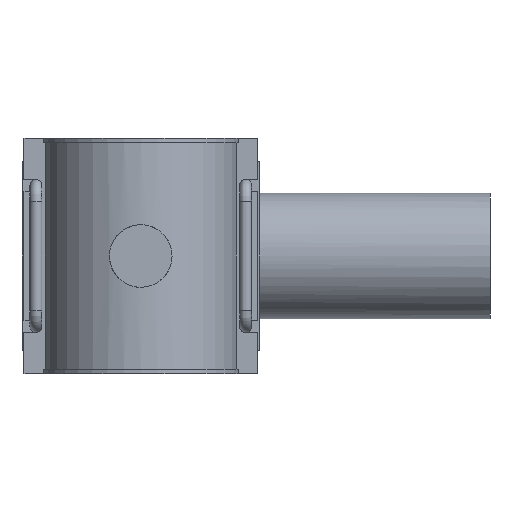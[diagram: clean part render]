
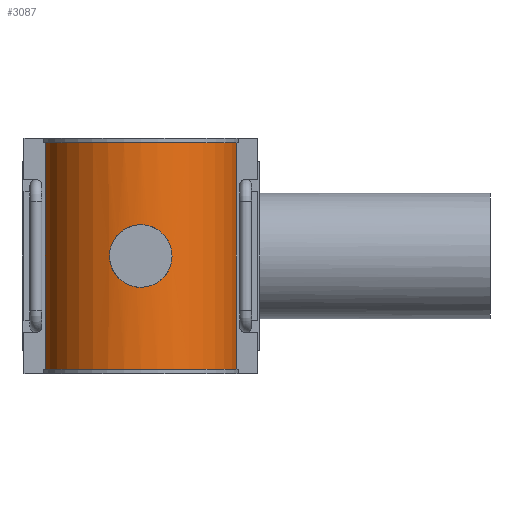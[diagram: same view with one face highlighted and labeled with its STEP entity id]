
A CAD part, front view. The second image highlights one B-rep face of the part: STEP entity #3087.
In plain terms, the highlighted cylindrical face has radius 48.75 mm (diameter 97.5 mm), a partial arc.
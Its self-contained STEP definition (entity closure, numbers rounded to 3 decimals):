
#108=LINE('',#5255,#387);
#143=LINE('',#5525,#422);
#387=VECTOR('',#3768,113.28);
#422=VECTOR('',#3845,113.28);
#620=FACE_BOUND('',#1026,.T.);
#661=B_SPLINE_CURVE_WITH_KNOTS('',3,(#4852,#4853,#4854,#4855,#4856,#4857,
#4858,#4859,#4860,#4861,#4862,#4863,#4864,#4865,#4866,#4867,#4868,#4869,
#4870,#4871,#4872,#4873,#4874,#4875,#4876,#4877,#4878,#4879,#4880,#4881,
#4882,#4883,#4884,#4885,#4886,#4887,#4888,#4889,#4890,#4891,#4892,#4893,
#4894,#4895,#4896,#4897,#4898,#4899,#4900,#4901,#4902,#4903,#4904,#4905,
#4906,#4907,#4908,#4909),.UNSPECIFIED.,.T.,.F.,(4,2,2,2,2,2,2,2,2,2,2,2,
2,2,2,2,2,2,2,2,2,2,2,2,2,2,2,2,4),(0.,0.298,0.595,
1.191,1.488,1.786,2.083,2.381,
2.679,2.976,3.274,3.571,4.167,
4.464,4.762,5.06,5.357,5.953,
6.25,6.548,6.845,7.143,7.44,
7.738,8.036,8.333,8.929,9.226,
9.524),.UNSPECIFIED.);
#727=CYLINDRICAL_SURFACE('',#3330,48.75);
#818=FACE_OUTER_BOUND('',#1025,.T.);
#1025=EDGE_LOOP('',(#2320,#2321,#2322,#2323));
#1026=EDGE_LOOP('',(#2324));
#1224=CIRCLE('',#3306,48.75);
#1232=CIRCLE('',#3320,48.75);
#1355=VERTEX_POINT('',#4851);
#1370=VERTEX_POINT('',#5240);
#1371=VERTEX_POINT('',#5242);
#1375=VERTEX_POINT('',#5254);
#1396=VERTEX_POINT('',#5325);
#1682=EDGE_CURVE('',#1355,#1355,#661,.T.);
#1701=EDGE_CURVE('',#1370,#1371,#1224,.T.);
#1706=EDGE_CURVE('',#1370,#1375,#108,.T.);
#1730=EDGE_CURVE('',#1396,#1375,#1232,.T.);
#1765=EDGE_CURVE('',#1371,#1396,#143,.T.);
#2320=ORIENTED_EDGE('',*,*,#1701,.T.);
#2321=ORIENTED_EDGE('',*,*,#1765,.T.);
#2322=ORIENTED_EDGE('',*,*,#1730,.T.);
#2323=ORIENTED_EDGE('',*,*,#1706,.F.);
#2324=ORIENTED_EDGE('',*,*,#1682,.T.);
#3087=ADVANCED_FACE('',(#818,#620),#727,.T.);
#3306=AXIS2_PLACEMENT_3D('',#5244,#3758,#3759);
#3320=AXIS2_PLACEMENT_3D('',#5326,#3805,#3806);
#3330=AXIS2_PLACEMENT_3D('',#5526,#3846,#3847);
#3758=DIRECTION('center_axis',(0.,0.,1.));
#3759=DIRECTION('ref_axis',(1.,0.,0.));
#3768=DIRECTION('',(0.,0.,1.));
#3805=DIRECTION('center_axis',(0.,0.,-1.));
#3806=DIRECTION('ref_axis',(1.,0.,0.));
#3845=DIRECTION('',(0.,0.,1.));
#3846=DIRECTION('center_axis',(0.,0.,1.));
#3847=DIRECTION('ref_axis',(1.,0.,0.));
#4851=CARTESIAN_POINT('',(15.68,-46.16,0.));
#4852=CARTESIAN_POINT('Ctrl Pts',(15.68,-46.16,0.));
#4853=CARTESIAN_POINT('Ctrl Pts',(15.68,-46.16,-0.992));
#4854=CARTESIAN_POINT('Ctrl Pts',(15.584,-46.192,-2.016));
#4855=CARTESIAN_POINT('Ctrl Pts',(15.184,-46.326,-4.048));
#4856=CARTESIAN_POINT('Ctrl Pts',(14.879,-46.426,-5.055));
#4857=CARTESIAN_POINT('Ctrl Pts',(13.676,-46.8,-7.949));
#4858=CARTESIAN_POINT('Ctrl Pts',(12.472,-47.149,-9.703));
#4859=CARTESIAN_POINT('Ctrl Pts',(10.395,-47.634,-11.779));
#4860=CARTESIAN_POINT('Ctrl Pts',(9.613,-47.801,-12.43));
#4861=CARTESIAN_POINT('Ctrl Pts',(7.908,-48.112,-13.579));
#4862=CARTESIAN_POINT('Ctrl Pts',(6.985,-48.257,-14.077));
#4863=CARTESIAN_POINT('Ctrl Pts',(5.055,-48.497,-14.88));
#4864=CARTESIAN_POINT('Ctrl Pts',(4.047,-48.592,-15.184));
#4865=CARTESIAN_POINT('Ctrl Pts',(2.015,-48.719,-15.584));
#4866=CARTESIAN_POINT('Ctrl Pts',(0.992,-48.75,-15.68));
#4867=CARTESIAN_POINT('Ctrl Pts',(-0.992,-48.75,-15.68));
#4868=CARTESIAN_POINT('Ctrl Pts',(-2.015,-48.719,-15.584));
#4869=CARTESIAN_POINT('Ctrl Pts',(-4.047,-48.592,-15.184));
#4870=CARTESIAN_POINT('Ctrl Pts',(-5.055,-48.497,-14.88));
#4871=CARTESIAN_POINT('Ctrl Pts',(-6.985,-48.257,-14.077));
#4872=CARTESIAN_POINT('Ctrl Pts',(-7.908,-48.112,-13.579));
#4873=CARTESIAN_POINT('Ctrl Pts',(-9.613,-47.801,-12.43));
#4874=CARTESIAN_POINT('Ctrl Pts',(-10.395,-47.634,-11.779));
#4875=CARTESIAN_POINT('Ctrl Pts',(-12.472,-47.149,-9.703));
#4876=CARTESIAN_POINT('Ctrl Pts',(-13.676,-46.8,-7.949));
#4877=CARTESIAN_POINT('Ctrl Pts',(-14.879,-46.426,-5.055));
#4878=CARTESIAN_POINT('Ctrl Pts',(-15.184,-46.326,-4.048));
#4879=CARTESIAN_POINT('Ctrl Pts',(-15.584,-46.192,-2.016));
#4880=CARTESIAN_POINT('Ctrl Pts',(-15.68,-46.16,-0.992));
#4881=CARTESIAN_POINT('Ctrl Pts',(-15.68,-46.16,0.992));
#4882=CARTESIAN_POINT('Ctrl Pts',(-15.584,-46.192,2.016));
#4883=CARTESIAN_POINT('Ctrl Pts',(-15.184,-46.326,4.048));
#4884=CARTESIAN_POINT('Ctrl Pts',(-14.879,-46.426,5.055));
#4885=CARTESIAN_POINT('Ctrl Pts',(-13.676,-46.8,7.949));
#4886=CARTESIAN_POINT('Ctrl Pts',(-12.472,-47.149,9.703));
#4887=CARTESIAN_POINT('Ctrl Pts',(-10.395,-47.634,11.779));
#4888=CARTESIAN_POINT('Ctrl Pts',(-9.613,-47.801,12.43));
#4889=CARTESIAN_POINT('Ctrl Pts',(-7.908,-48.112,13.579));
#4890=CARTESIAN_POINT('Ctrl Pts',(-6.985,-48.257,14.077));
#4891=CARTESIAN_POINT('Ctrl Pts',(-5.055,-48.497,14.88));
#4892=CARTESIAN_POINT('Ctrl Pts',(-4.047,-48.592,15.184));
#4893=CARTESIAN_POINT('Ctrl Pts',(-2.015,-48.719,15.584));
#4894=CARTESIAN_POINT('Ctrl Pts',(-0.992,-48.75,15.68));
#4895=CARTESIAN_POINT('Ctrl Pts',(0.992,-48.75,15.68));
#4896=CARTESIAN_POINT('Ctrl Pts',(2.015,-48.719,15.584));
#4897=CARTESIAN_POINT('Ctrl Pts',(4.047,-48.592,15.184));
#4898=CARTESIAN_POINT('Ctrl Pts',(5.055,-48.497,14.88));
#4899=CARTESIAN_POINT('Ctrl Pts',(6.985,-48.257,14.077));
#4900=CARTESIAN_POINT('Ctrl Pts',(7.908,-48.112,13.579));
#4901=CARTESIAN_POINT('Ctrl Pts',(9.613,-47.801,12.43));
#4902=CARTESIAN_POINT('Ctrl Pts',(10.395,-47.634,11.779));
#4903=CARTESIAN_POINT('Ctrl Pts',(12.472,-47.149,9.703));
#4904=CARTESIAN_POINT('Ctrl Pts',(13.676,-46.8,7.949));
#4905=CARTESIAN_POINT('Ctrl Pts',(14.879,-46.426,5.055));
#4906=CARTESIAN_POINT('Ctrl Pts',(15.184,-46.326,4.048));
#4907=CARTESIAN_POINT('Ctrl Pts',(15.584,-46.192,2.016));
#4908=CARTESIAN_POINT('Ctrl Pts',(15.68,-46.16,0.992));
#4909=CARTESIAN_POINT('Ctrl Pts',(15.68,-46.16,0.));
#5240=CARTESIAN_POINT('',(-47.84,-9.375,-56.64));
#5242=CARTESIAN_POINT('',(47.84,-9.375,-56.64));
#5244=CARTESIAN_POINT('Origin',(0.,0.,-56.64));
#5254=CARTESIAN_POINT('',(-47.84,-9.375,56.64));
#5255=CARTESIAN_POINT('',(-47.84,-9.375,0.));
#5325=CARTESIAN_POINT('',(47.84,-9.375,56.64));
#5326=CARTESIAN_POINT('Origin',(0.,0.,56.64));
#5525=CARTESIAN_POINT('',(47.84,-9.375,0.));
#5526=CARTESIAN_POINT('Origin',(0.,0.,0.));
